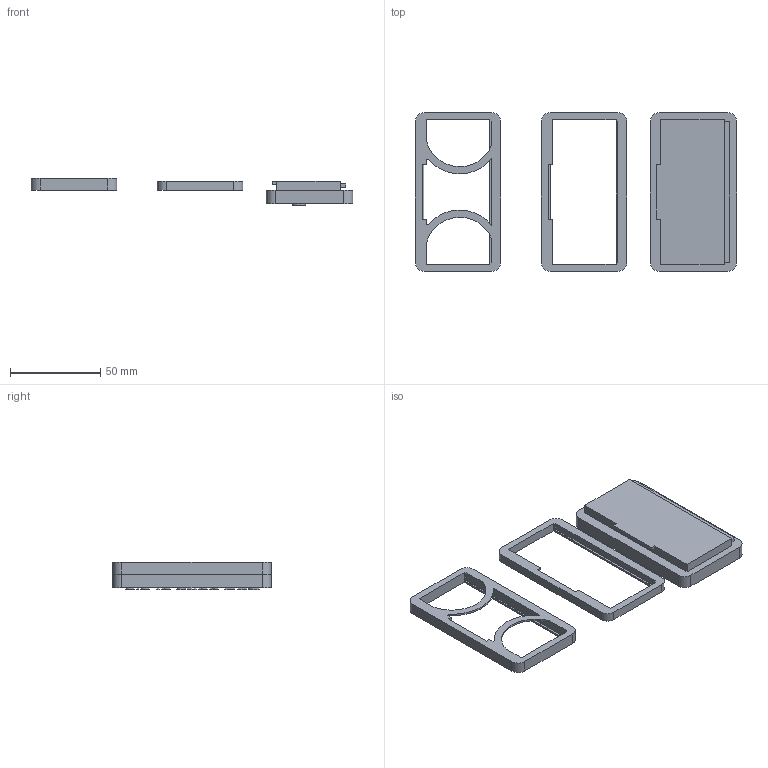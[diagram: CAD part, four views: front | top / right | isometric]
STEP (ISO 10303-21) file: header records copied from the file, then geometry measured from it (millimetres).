
FILE_DESCRIPTION(/* description */ (''),/* implementation_level */ '2;1');
FILE_NAME(/* name */ '2.9in NFC E-ink Display.step',/* time_stamp */ '2020-05-31T22:31:25-06:00',/* author */ (''),/* organization */ (''),/* preprocessor_version */ 'ST-DEVELOPER v15.2',/* originating_system */ 'Autodesk Translator Framework v2.0.0.5431',/* authorisation */ '');
FILE_SCHEMA (('AUTOMOTIVE_DESIGN { 1 0 10303 214 3 1 1 }'));
Length unit declared in the file: centimetre
Products named in the file (1): 2.9in NFC E-ink Display
Bounding box: 178.5 x 88 x 15 mm (x, y, z)
Volume: 60654.8 mm3; surface area: 24126.3 mm2
Topology: 3 solids, 3 shells, 277 faces, 762 edges, 508 vertices
Faces by surface type: plane 167, bspline 94, cylinder 16
Entity records: 9628 total; most frequent: CARTESIAN_POINT 3146, ORIENTED_EDGE 1524, DIRECTION 974, EDGE_CURVE 762, LINE 542, VECTOR 542, VERTEX_POINT 508, EDGE_LOOP 302
